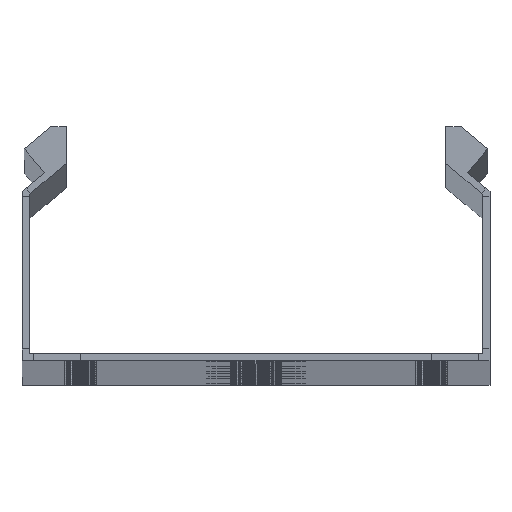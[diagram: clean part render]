
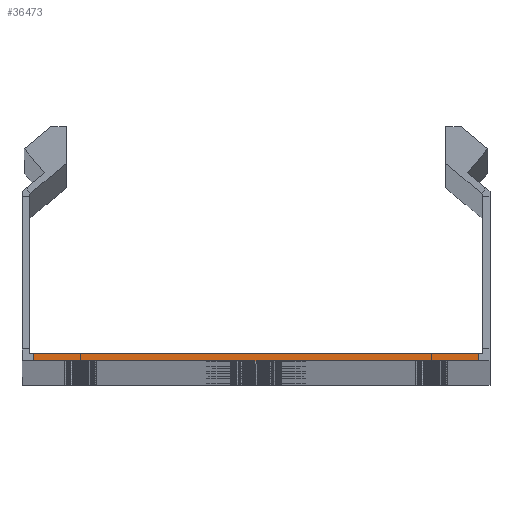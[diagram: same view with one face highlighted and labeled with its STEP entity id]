
A CAD part, top view. The second image highlights one B-rep face of the part: STEP entity #36473.
In plain terms, the highlighted planar face has unit normal (0, 0, 1).
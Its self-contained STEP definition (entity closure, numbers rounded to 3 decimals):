
#2228 = EDGE_CURVE ( 'NONE', #31858, #25063, #30160, .T. ) ;
#2402 = CARTESIAN_POINT ( 'NONE',  ( 47.5, 0., 1500. ) ) ;
#2794 = DIRECTION ( 'NONE',  ( 0., 1., 0. ) ) ;
#2913 = PLANE ( 'NONE',  #10342 ) ;
#4329 = CARTESIAN_POINT ( 'NONE',  ( 47.5, 1.5, 1500. ) ) ;
#5984 = DIRECTION ( 'NONE',  ( -1., 0., 0. ) ) ;
#6174 = CARTESIAN_POINT ( 'NONE',  ( -47.5, 1.5, 1500. ) ) ;
#7467 = LINE ( 'NONE', #6174, #44589 ) ;
#10112 = EDGE_CURVE ( 'NONE', #25833, #23818, #15136, .T. ) ;
#10342 = AXIS2_PLACEMENT_3D ( 'NONE', #39511, #32144, #21335 ) ;
#12173 = EDGE_CURVE ( 'NONE', #25833, #31858, #24140, .T. ) ;
#14298 = CARTESIAN_POINT ( 'NONE',  ( -47.5, 0., 1500. ) ) ;
#15136 = LINE ( 'NONE', #34470, #22432 ) ;
#17163 = EDGE_CURVE ( 'NONE', #25063, #23818, #7467, .T. ) ;
#17279 = DIRECTION ( 'NONE',  ( -1., 0., 0. ) ) ;
#17307 = FACE_OUTER_BOUND ( 'NONE', #41216, .T. ) ;
#20580 = CARTESIAN_POINT ( 'NONE',  ( 47.5, 0., 1500. ) ) ;
#21335 = DIRECTION ( 'NONE',  ( 1., 0., 0. ) ) ;
#22432 = VECTOR ( 'NONE', #5984, 1000. ) ;
#23818 = VERTEX_POINT ( 'NONE', #14298 ) ;
#23840 = DIRECTION ( 'NONE',  ( 0., -1., 0. ) ) ;
#24140 = LINE ( 'NONE', #20580, #46609 ) ;
#25063 = VERTEX_POINT ( 'NONE', #42108 ) ;
#25833 = VERTEX_POINT ( 'NONE', #2402 ) ;
#30160 = LINE ( 'NONE', #42056, #42545 ) ;
#31858 = VERTEX_POINT ( 'NONE', #4329 ) ;
#32144 = DIRECTION ( 'NONE',  ( 0., 0., 1. ) ) ;
#34470 = CARTESIAN_POINT ( 'NONE',  ( -50., 0., 1500. ) ) ;
#34973 = ORIENTED_EDGE ( 'NONE', *, *, #2228, .T. ) ;
#36473 = ADVANCED_FACE ( 'NONE', ( #17307 ), #2913, .T. ) ;
#37422 = ORIENTED_EDGE ( 'NONE', *, *, #10112, .F. ) ;
#38035 = ORIENTED_EDGE ( 'NONE', *, *, #17163, .T. ) ;
#39511 = CARTESIAN_POINT ( 'NONE',  ( 48.5, 2.5, 1500. ) ) ;
#41216 = EDGE_LOOP ( 'NONE', ( #37422, #44418, #34973, #38035 ) ) ;
#42056 = CARTESIAN_POINT ( 'NONE',  ( -50., 1.5, 1500. ) ) ;
#42108 = CARTESIAN_POINT ( 'NONE',  ( -47.5, 1.5, 1500. ) ) ;
#42545 = VECTOR ( 'NONE', #17279, 1000. ) ;
#44418 = ORIENTED_EDGE ( 'NONE', *, *, #12173, .T. ) ;
#44589 = VECTOR ( 'NONE', #23840, 1000. ) ;
#46609 = VECTOR ( 'NONE', #2794, 1000. ) ;
